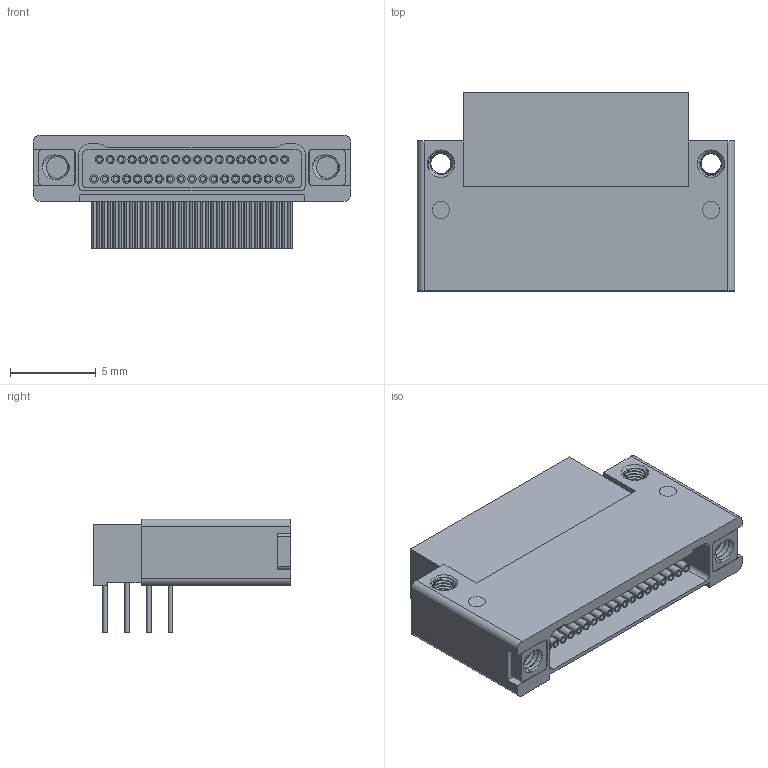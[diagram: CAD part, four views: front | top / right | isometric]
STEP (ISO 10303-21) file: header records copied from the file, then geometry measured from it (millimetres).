
FILE_DESCRIPTION((''),'2;1');
FILE_NAME('37-F','2025-03-08T',('gongcheng6'),(''),'PRO/ENGINEER BY PARAMETRIC TECHNOLOGY CORPORATION, 2010280','PRO/ENGINEER BY PARAMETRIC TECHNOLOGY CORPORATION, 2010280','');
FILE_SCHEMA(('CONFIG_CONTROL_DESIGN'));
Length unit declared in the file: millimetre
Products named in the file (1): 37-F
Bounding box: 18.52 x 11.54 x 6.64 mm (x, y, z)
Volume: 596.3 mm3; surface area: 1190.3 mm2
Topology: 1 solids, 1 shells, 591 faces, 1468 edges, 1004 vertices
Faces by surface type: cylinder 392, plane 179, cone 12, bspline 8
Entity records: 35559 total; most frequent: CARTESIAN_POINT 21264, DIRECTION 2984, ORIENTED_EDGE 2936, EDGE_CURVE 1468, AXIS2_PLACEMENT_3D 1217, VERTEX_POINT 1004, EDGE_LOOP 720, CIRCLE 634
